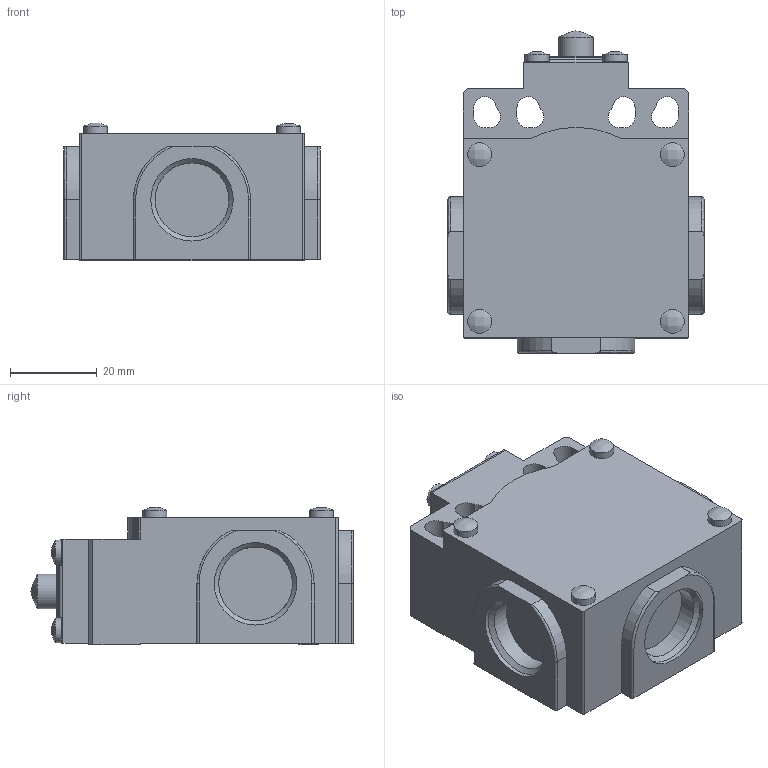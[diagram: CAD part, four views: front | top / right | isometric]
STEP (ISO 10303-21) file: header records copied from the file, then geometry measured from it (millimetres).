
FILE_DESCRIPTION (( 'STEP AP214' ), '1' );
FILE_NAME ('ADM2F11Z11.STEP', '2023-04-28T09:42:24', ( '' ), ( '' ), 'SwSTEP 2.0', 'SolidWorks 2021', '' );
FILE_SCHEMA (( 'AUTOMOTIVE_DESIGN' ));
Length unit declared in the file: inch
Products named in the file (1): ADM2F11Z11
Bounding box: 59 x 74.3 x 31.6 mm (x, y, z)
Volume: 87857.2 mm3; surface area: 17272.1 mm2
Topology: 1 solids, 6 shells, 164 faces, 402 edges, 264 vertices
Faces by surface type: plane 80, cylinder 66, bspline 15, cone 3
Full cylindrical faces by diameter (mm): 5.5 x4, 5.6 x4, 8 x1, 8.1 x2, 17 x3, 19 x3
Entity records: 7078 total; most frequent: CARTESIAN_POINT 1112, DIRECTION 794, ORIENTED_EDGE 756, EDGE_CURVE 378, AXIS2_PLACEMENT_3D 282, VERTEX_POINT 260, LINE 230, VECTOR 230
